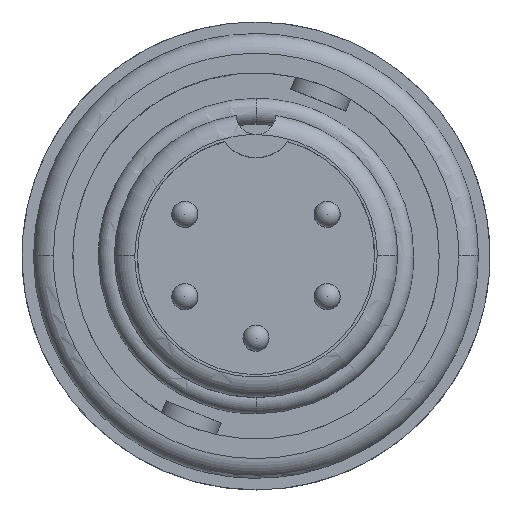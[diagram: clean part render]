
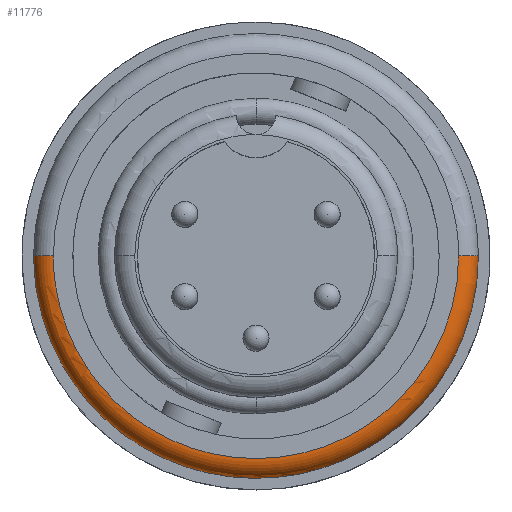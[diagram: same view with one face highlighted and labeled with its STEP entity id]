
A CAD part, top view. The second image highlights one B-rep face of the part: STEP entity #11776.
In plain terms, the highlighted toroidal (fillet/blend) face has major radius 7.811 mm and minor radius 0.762 mm.
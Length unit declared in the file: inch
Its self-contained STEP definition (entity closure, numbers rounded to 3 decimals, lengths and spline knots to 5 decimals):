
#66 = CARTESIAN_POINT ( 'NONE',  ( 0.31335, -0.12536, -0.16158 ) ) ;
#103 = CARTESIAN_POINT ( 'NONE',  ( 0.29893, -0.16141, -0.16158 ) ) ;
#125 = CARTESIAN_POINT ( 'NONE',  ( 0.27823, -0.19494, -0.16158 ) ) ;
#193 = CARTESIAN_POINT ( 'NONE',  ( 0.2267, -0.25303, -0.16158 ) ) ;
#254 = CARTESIAN_POINT ( 'NONE',  ( 0.19587, -0.27757, -0.16158 ) ) ;
#312 = CARTESIAN_POINT ( 'NONE',  ( 0.12773, -0.3148, -0.16158 ) ) ;
#379 = CARTESIAN_POINT ( 'NONE',  ( 0.09042, -0.32747, -0.16158 ) ) ;
#436 = CARTESIAN_POINT ( 'NONE',  ( 0.01369, -0.33945, -0.16158 ) ) ;
#501 = CARTESIAN_POINT ( 'NONE',  ( -0.02571, -0.33875, -0.16158 ) ) ;
#559 = CARTESIAN_POINT ( 'NONE',  ( -0.10196, -0.32407, -0.16158 ) ) ;
#621 = CARTESIAN_POINT ( 'NONE',  ( -0.1388, -0.31008, -0.16158 ) ) ;
#682 = CARTESIAN_POINT ( 'NONE',  ( -0.20558, -0.27046, -0.16158 ) ) ;
#749 = CARTESIAN_POINT ( 'NONE',  ( -0.23552, -0.24484, -0.16158 ) ) ;
#809 = CARTESIAN_POINT ( 'NONE',  ( -0.28496, -0.18496, -0.16158 ) ) ;
#867 = CARTESIAN_POINT ( 'NONE',  ( -0.30446, -0.15072, -0.16158 ) ) ;
#925 = CARTESIAN_POINT ( 'NONE',  ( -0.33073, -0.07764, -0.16158 ) ) ;
#979 = CARTESIAN_POINT ( 'NONE',  ( -0.3375, 0., -0.16158 ) ) ;
#1037 = CARTESIAN_POINT ( 'NONE',  ( -0.3375, -0.03883, -0.16158 ) ) ;
#1122 = AXIS2_PLACEMENT_3D ( 'NONE', #9354, #9352, #9338 ) ;
#1320 = DIRECTION ( 'NONE',  ( -1., 0., 0. ) ) ;
#1412 = VERTEX_POINT ( 'NONE', #14241 ) ;
#1640 = DIRECTION ( 'NONE',  ( 0., 0., -1. ) ) ;
#2163 = CARTESIAN_POINT ( 'NONE',  ( 0., 0., -0.16158 ) ) ;
#2316 = EDGE_CURVE ( 'NONE', #11090, #9686, #3489, .T. ) ;
#2341 = B_SPLINE_CURVE_WITH_KNOTS ( 'NONE', 3,
 ( #979, #1037, #925, #867, #809, #749, #682, #621, #559, #501, #436, #379, #312, #254, #193, #125, #103, #66 ),
 .UNSPECIFIED., .F., .F.,
 ( 4, 2, 2, 2, 2, 2, 2, 2, 4 ),
 ( 0.12114, 0.23099, 0.34085, 0.45071, 0.56057, 0.67043, 0.78028, 0.89014, 1. ),
 .UNSPECIFIED. ) ;
#2505 = B_SPLINE_CURVE_WITH_KNOTS ( 'NONE', 3,
 ( #4553, #4432, #4606, #4467, #14179, #4379, #14201, #17555, #13952, #17519, #17504, #17477, #17436, #17345, #17325, #17249, #16502, #17185 ),
 .UNSPECIFIED., .F., .F.,
 ( 4, 2, 2, 2, 2, 2, 2, 2, 4 ),
 ( 0., 0.10986, 0.21972, 0.32957, 0.43943, 0.54929, 0.65915, 0.76901, 0.87886 ),
 .UNSPECIFIED. ) ;
#3306 = EDGE_CURVE ( 'NONE', #9552, #1412, #3794, .T. ) ;
#3489 = CIRCLE ( 'NONE', #1122, 0.03 ) ;
#3794 = CIRCLE ( 'NONE', #5589, 0.03 ) ;
#4379 = CARTESIAN_POINT ( 'NONE',  ( 0.11637, -0.28682, -0.13158 ) ) ;
#4432 = CARTESIAN_POINT ( 'NONE',  ( 0.27236, -0.14706, -0.13158 ) ) ;
#4467 = CARTESIAN_POINT ( 'NONE',  ( 0.20655, -0.23054, -0.13158 ) ) ;
#4553 = CARTESIAN_POINT ( 'NONE',  ( 0.2855, -0.11422, -0.13158 ) ) ;
#4606 = CARTESIAN_POINT ( 'NONE',  ( 0.2535, -0.17761, -0.13158 ) ) ;
#4800 = CARTESIAN_POINT ( 'NONE',  ( 0.31335, -0.12536, -0.16158 ) ) ;
#4832 = B_SPLINE_CURVE_WITH_KNOTS ( 'NONE', 3,
 ( #16448, #16274, #15523, #15500 ),
 .UNSPECIFIED., .F., .F.,
 ( 4, 4 ),
 ( 0., 0.12114 ),
 .UNSPECIFIED. ) ;
#5569 = ORIENTED_EDGE ( 'NONE', *, *, #3306, .F. ) ;
#5589 = AXIS2_PLACEMENT_3D ( 'NONE', #7008, #7006, #6988 ) ;
#6097 = CARTESIAN_POINT ( 'NONE',  ( -0.3375, 0., -0.16158 ) ) ;
#6394 = VERTEX_POINT ( 'NONE', #4800 ) ;
#6414 = CARTESIAN_POINT ( 'NONE',  ( -0.3075, 0., -0.13158 ) ) ;
#6988 = DIRECTION ( 'NONE',  ( -1., 0., 0. ) ) ;
#7006 = DIRECTION ( 'NONE',  ( 0., 1., 0. ) ) ;
#7008 = CARTESIAN_POINT ( 'NONE',  ( 0.3075, 0., -0.16158 ) ) ;
#7575 = ORIENTED_EDGE ( 'NONE', *, *, #10819, .T. ) ;
#7993 = EDGE_CURVE ( 'NONE', #13968, #11090, #2505, .T. ) ;
#8540 = CARTESIAN_POINT ( 'NONE',  ( 0.2855, -0.11422, -0.13158 ) ) ;
#8557 = CARTESIAN_POINT ( 'NONE',  ( 0.29999, -0.078, -0.13158 ) ) ;
#8581 = CARTESIAN_POINT ( 'NONE',  ( 0.3075, 0., -0.13158 ) ) ;
#8600 = CARTESIAN_POINT ( 'NONE',  ( 0.3075, -0.03901, -0.13158 ) ) ;
#8931 = CARTESIAN_POINT ( 'NONE',  ( 0.3075, 0., -0.13158 ) ) ;
#9316 = TOROIDAL_SURFACE ( 'NONE', #12421, 0.3075, 0.03 ) ;
#9338 = DIRECTION ( 'NONE',  ( 0., 0., -1. ) ) ;
#9352 = DIRECTION ( 'NONE',  ( 0., -1., 0. ) ) ;
#9354 = CARTESIAN_POINT ( 'NONE',  ( -0.3075, 0., -0.16158 ) ) ;
#9403 = CARTESIAN_POINT ( 'NONE',  ( 0.2855, -0.11422, -0.13158 ) ) ;
#9491 = FACE_OUTER_BOUND ( 'NONE', #12855, .T. ) ;
#9552 = VERTEX_POINT ( 'NONE', #8931 ) ;
#9686 = VERTEX_POINT ( 'NONE', #6097 ) ;
#10394 = ORIENTED_EDGE ( 'NONE', *, *, #2316, .T. ) ;
#10819 = EDGE_CURVE ( 'NONE', #9552, #13968, #11498, .T. ) ;
#11090 = VERTEX_POINT ( 'NONE', #6414 ) ;
#11498 = B_SPLINE_CURVE_WITH_KNOTS ( 'NONE', 3,
 ( #8581, #8600, #8557, #8540 ),
 .UNSPECIFIED., .F., .F.,
 ( 4, 4 ),
 ( 0.87886, 1. ),
 .UNSPECIFIED. ) ;
#11776 = ADVANCED_FACE ( 'NONE', ( #9491 ), #9316, .T. ) ;
#11794 = EDGE_CURVE ( 'NONE', #9686, #6394, #2341, .T. ) ;
#11878 = ORIENTED_EDGE ( 'NONE', *, *, #13743, .T. ) ;
#12421 = AXIS2_PLACEMENT_3D ( 'NONE', #2163, #1640, #1320 ) ;
#12691 = ORIENTED_EDGE ( 'NONE', *, *, #7993, .T. ) ;
#12855 = EDGE_LOOP ( 'NONE', ( #5569, #7575, #12691, #10394, #15581, #11878 ) ) ;
#13743 = EDGE_CURVE ( 'NONE', #6394, #1412, #4832, .T. ) ;
#13952 = CARTESIAN_POINT ( 'NONE',  ( -0.02342, -0.30864, -0.13158 ) ) ;
#13968 = VERTEX_POINT ( 'NONE', #9403 ) ;
#14179 = CARTESIAN_POINT ( 'NONE',  ( 0.17846, -0.2529, -0.13158 ) ) ;
#14201 = CARTESIAN_POINT ( 'NONE',  ( 0.08238, -0.29836, -0.13158 ) ) ;
#14241 = CARTESIAN_POINT ( 'NONE',  ( 0.3375, 0., -0.16158 ) ) ;
#15500 = CARTESIAN_POINT ( 'NONE',  ( 0.3375, 0., -0.16158 ) ) ;
#15523 = CARTESIAN_POINT ( 'NONE',  ( 0.3375, -0.04281, -0.16158 ) ) ;
#15581 = ORIENTED_EDGE ( 'NONE', *, *, #11794, .T. ) ;
#16274 = CARTESIAN_POINT ( 'NONE',  ( 0.32926, -0.08561, -0.16158 ) ) ;
#16448 = CARTESIAN_POINT ( 'NONE',  ( 0.31335, -0.12536, -0.16158 ) ) ;
#16502 = CARTESIAN_POINT ( 'NONE',  ( -0.3075, -0.03538, -0.13158 ) ) ;
#17185 = CARTESIAN_POINT ( 'NONE',  ( -0.3075, 0., -0.13158 ) ) ;
#17249 = CARTESIAN_POINT ( 'NONE',  ( -0.30134, -0.07074, -0.13158 ) ) ;
#17325 = CARTESIAN_POINT ( 'NONE',  ( -0.2774, -0.13732, -0.13158 ) ) ;
#17345 = CARTESIAN_POINT ( 'NONE',  ( -0.25963, -0.16852, -0.13158 ) ) ;
#17436 = CARTESIAN_POINT ( 'NONE',  ( -0.21458, -0.22307, -0.13158 ) ) ;
#17477 = CARTESIAN_POINT ( 'NONE',  ( -0.18731, -0.24642, -0.13158 ) ) ;
#17504 = CARTESIAN_POINT ( 'NONE',  ( -0.12646, -0.28252, -0.13158 ) ) ;
#17519 = CARTESIAN_POINT ( 'NONE',  ( -0.0929, -0.29526, -0.13158 ) ) ;
#17555 = CARTESIAN_POINT ( 'NONE',  ( 0.01247, -0.30928, -0.13158 ) ) ;
